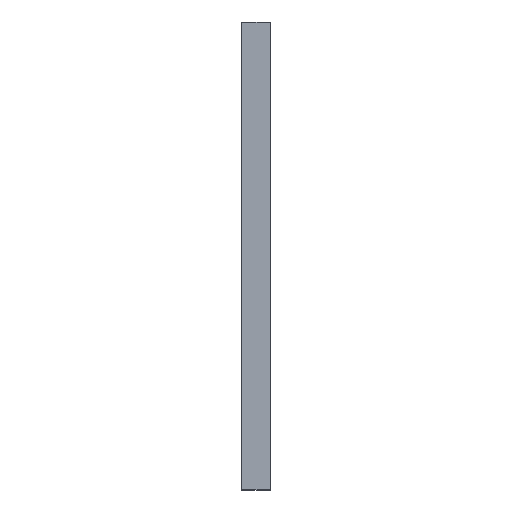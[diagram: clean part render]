
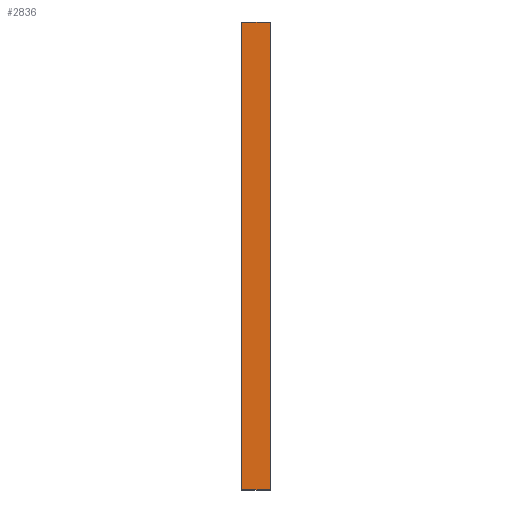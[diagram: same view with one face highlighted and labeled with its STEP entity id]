
A CAD part, left-side view. The second image highlights one B-rep face of the part: STEP entity #2836.
In plain terms, the highlighted planar face has unit normal (-1, 0, 0).
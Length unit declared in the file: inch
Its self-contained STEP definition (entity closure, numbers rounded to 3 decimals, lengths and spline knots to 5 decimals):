
#217 = VERTEX_POINT ( 'NONE', #1711 ) ;
#416 = ORIENTED_EDGE ( 'NONE', *, *, #2788, .T. ) ;
#541 = VERTEX_POINT ( 'NONE', #6612 ) ;
#693 = DIRECTION ( 'NONE',  ( 0., -1., 0. ) ) ;
#1042 = VECTOR ( 'NONE', #2131, 39.37008 ) ;
#1119 = CARTESIAN_POINT ( 'NONE',  ( -3.75, 0.09, -0.75 ) ) ;
#1148 = DIRECTION ( 'NONE',  ( 0., 0., 1. ) ) ;
#1325 = CARTESIAN_POINT ( 'NONE',  ( -3.75, 0., -0.75 ) ) ;
#1711 = CARTESIAN_POINT ( 'NONE',  ( -3.75, 0., 0.75 ) ) ;
#1783 = DIRECTION ( 'NONE',  ( 0., -1., 0. ) ) ;
#2131 = DIRECTION ( 'NONE',  ( 0., 0., 1. ) ) ;
#2238 = ORIENTED_EDGE ( 'NONE', *, *, #7751, .F. ) ;
#2724 = EDGE_LOOP ( 'NONE', ( #416, #6944, #2238, #4437 ) ) ;
#2788 = EDGE_CURVE ( 'NONE', #7293, #217, #2856, .T. ) ;
#2790 = CARTESIAN_POINT ( 'NONE',  ( -3.75, 0., -0.75 ) ) ;
#2836 = ADVANCED_FACE ( 'NONE', ( #5316 ), #6462, .F. ) ;
#2856 = LINE ( 'NONE', #2790, #1042 ) ;
#3049 = CARTESIAN_POINT ( 'NONE',  ( -3.75, 0.09, -0.75 ) ) ;
#3737 = VECTOR ( 'NONE', #1148, 39.37008 ) ;
#4424 = DIRECTION ( 'NONE',  ( 0., 0., -1. ) ) ;
#4437 = ORIENTED_EDGE ( 'NONE', *, *, #8578, .T. ) ;
#4673 = AXIS2_PLACEMENT_3D ( 'NONE', #3049, #7824, #4424 ) ;
#5032 = LINE ( 'NONE', #7512, #7494 ) ;
#5316 = FACE_OUTER_BOUND ( 'NONE', #2724, .T. ) ;
#5992 = CARTESIAN_POINT ( 'NONE',  ( -3.75, 0.09, 0.75 ) ) ;
#6462 = PLANE ( 'NONE',  #4673 ) ;
#6612 = CARTESIAN_POINT ( 'NONE',  ( -3.75, 0.09, -0.75 ) ) ;
#6910 = VECTOR ( 'NONE', #1783, 39.37008 ) ;
#6944 = ORIENTED_EDGE ( 'NONE', *, *, #7045, .F. ) ;
#7045 = EDGE_CURVE ( 'NONE', #8688, #217, #5032, .T. ) ;
#7293 = VERTEX_POINT ( 'NONE', #1325 ) ;
#7494 = VECTOR ( 'NONE', #693, 39.37008 ) ;
#7512 = CARTESIAN_POINT ( 'NONE',  ( -3.75, 0.09, 0.75 ) ) ;
#7702 = LINE ( 'NONE', #1119, #3737 ) ;
#7751 = EDGE_CURVE ( 'NONE', #541, #8688, #7702, .T. ) ;
#7824 = DIRECTION ( 'NONE',  ( 1., 0., 0. ) ) ;
#8210 = LINE ( 'NONE', #8566, #6910 ) ;
#8566 = CARTESIAN_POINT ( 'NONE',  ( -3.75, 0.09, -0.75 ) ) ;
#8578 = EDGE_CURVE ( 'NONE', #541, #7293, #8210, .T. ) ;
#8688 = VERTEX_POINT ( 'NONE', #5992 ) ;
